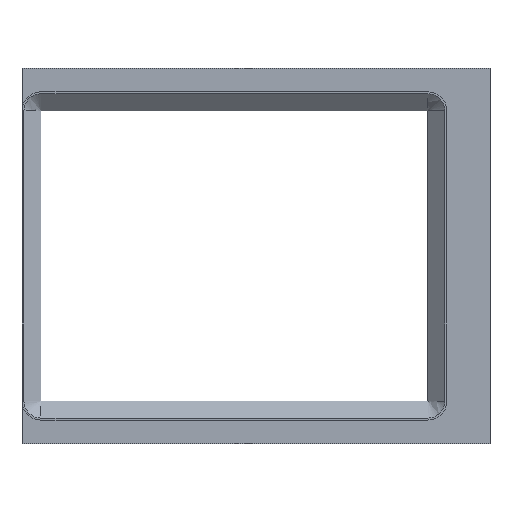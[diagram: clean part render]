
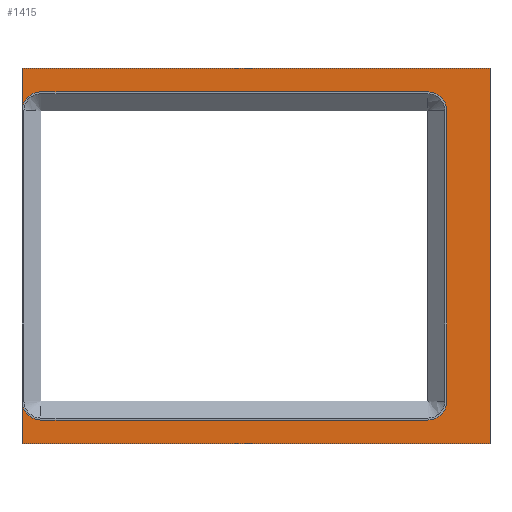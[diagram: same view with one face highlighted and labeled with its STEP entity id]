
A CAD part, top view. The second image highlights one B-rep face of the part: STEP entity #1415.
In plain terms, the highlighted planar face has unit normal (0, 0, 1).
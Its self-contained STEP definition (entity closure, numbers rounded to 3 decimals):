
#1389 = VERTEX_POINT('',#1390);
#1390 = CARTESIAN_POINT('',(26.95,19.8,1.));
#1398 = VERTEX_POINT('',#1399);
#1399 = CARTESIAN_POINT('',(-22.4,19.8,1.));
#1405 = EDGE_CURVE('',#1389,#1398,#1406,.T.);
#1406 = LINE('',#1407,#1408);
#1407 = CARTESIAN_POINT('',(26.95,19.8,1.));
#1408 = VECTOR('',#1409,1.);
#1409 = DIRECTION('',(-1.,0.,0.));
#1415 = ADVANCED_FACE('',(#1416),#1509,.T.);
#1416 = FACE_BOUND('',#1417,.T.);
#1417 = EDGE_LOOP('',(#1418,#1426,#1427,#1435,#1444,#1452,#1461,#1469,
    #1478,#1486,#1495,#1503));
#1418 = ORIENTED_EDGE('',*,*,#1419,.F.);
#1419 = EDGE_CURVE('',#1389,#1420,#1422,.T.);
#1420 = VERTEX_POINT('',#1421);
#1421 = CARTESIAN_POINT('',(26.95,-19.8,1.));
#1422 = LINE('',#1423,#1424);
#1423 = CARTESIAN_POINT('',(26.95,19.8,1.));
#1424 = VECTOR('',#1425,1.);
#1425 = DIRECTION('',(0.,-1.,0.));
#1426 = ORIENTED_EDGE('',*,*,#1405,.T.);
#1427 = ORIENTED_EDGE('',*,*,#1428,.T.);
#1428 = EDGE_CURVE('',#1398,#1429,#1431,.T.);
#1429 = VERTEX_POINT('',#1430);
#1430 = CARTESIAN_POINT('',(-22.4,15.3,1.));
#1431 = LINE('',#1432,#1433);
#1432 = CARTESIAN_POINT('',(-22.4,19.8,1.));
#1433 = VECTOR('',#1434,1.);
#1434 = DIRECTION('',(0.,-1.,0.));
#1435 = ORIENTED_EDGE('',*,*,#1436,.T.);
#1436 = EDGE_CURVE('',#1429,#1437,#1439,.T.);
#1437 = VERTEX_POINT('',#1438);
#1438 = CARTESIAN_POINT('',(-20.4,17.3,1.));
#1439 = CIRCLE('',#1440,2.);
#1440 = AXIS2_PLACEMENT_3D('',#1441,#1442,#1443);
#1441 = CARTESIAN_POINT('',(-20.4,15.3,1.));
#1442 = DIRECTION('',(0.,0.,-1.));
#1443 = DIRECTION('',(1.,0.,0.));
#1444 = ORIENTED_EDGE('',*,*,#1445,.T.);
#1445 = EDGE_CURVE('',#1437,#1446,#1448,.T.);
#1446 = VERTEX_POINT('',#1447);
#1447 = CARTESIAN_POINT('',(20.4,17.3,1.));
#1448 = LINE('',#1449,#1450);
#1449 = CARTESIAN_POINT('',(-9.588,17.3,1.));
#1450 = VECTOR('',#1451,1.);
#1451 = DIRECTION('',(1.,0.,0.));
#1452 = ORIENTED_EDGE('',*,*,#1453,.T.);
#1453 = EDGE_CURVE('',#1446,#1454,#1456,.T.);
#1454 = VERTEX_POINT('',#1455);
#1455 = CARTESIAN_POINT('',(22.4,15.3,1.));
#1456 = CIRCLE('',#1457,2.);
#1457 = AXIS2_PLACEMENT_3D('',#1458,#1459,#1460);
#1458 = CARTESIAN_POINT('',(20.4,15.3,1.));
#1459 = DIRECTION('',(0.,0.,-1.));
#1460 = DIRECTION('',(1.,0.,0.));
#1461 = ORIENTED_EDGE('',*,*,#1462,.T.);
#1462 = EDGE_CURVE('',#1454,#1463,#1465,.T.);
#1463 = VERTEX_POINT('',#1464);
#1464 = CARTESIAN_POINT('',(22.4,-15.3,1.));
#1465 = LINE('',#1466,#1467);
#1466 = CARTESIAN_POINT('',(22.4,7.65,1.));
#1467 = VECTOR('',#1468,1.);
#1468 = DIRECTION('',(0.,-1.,0.));
#1469 = ORIENTED_EDGE('',*,*,#1470,.T.);
#1470 = EDGE_CURVE('',#1463,#1471,#1473,.T.);
#1471 = VERTEX_POINT('',#1472);
#1472 = CARTESIAN_POINT('',(20.4,-17.3,1.));
#1473 = CIRCLE('',#1474,2.);
#1474 = AXIS2_PLACEMENT_3D('',#1475,#1476,#1477);
#1475 = CARTESIAN_POINT('',(20.4,-15.3,1.));
#1476 = DIRECTION('',(0.,0.,-1.));
#1477 = DIRECTION('',(1.,0.,0.));
#1478 = ORIENTED_EDGE('',*,*,#1479,.T.);
#1479 = EDGE_CURVE('',#1471,#1480,#1482,.T.);
#1480 = VERTEX_POINT('',#1481);
#1481 = CARTESIAN_POINT('',(-20.4,-17.3,1.));
#1482 = LINE('',#1483,#1484);
#1483 = CARTESIAN_POINT('',(10.812,-17.3,1.));
#1484 = VECTOR('',#1485,1.);
#1485 = DIRECTION('',(-1.,0.,0.));
#1486 = ORIENTED_EDGE('',*,*,#1487,.T.);
#1487 = EDGE_CURVE('',#1480,#1488,#1490,.T.);
#1488 = VERTEX_POINT('',#1489);
#1489 = CARTESIAN_POINT('',(-22.4,-15.3,1.));
#1490 = CIRCLE('',#1491,2.);
#1491 = AXIS2_PLACEMENT_3D('',#1492,#1493,#1494);
#1492 = CARTESIAN_POINT('',(-20.4,-15.3,1.));
#1493 = DIRECTION('',(0.,0.,-1.));
#1494 = DIRECTION('',(1.,0.,0.));
#1495 = ORIENTED_EDGE('',*,*,#1496,.T.);
#1496 = EDGE_CURVE('',#1488,#1497,#1499,.T.);
#1497 = VERTEX_POINT('',#1498);
#1498 = CARTESIAN_POINT('',(-22.4,-19.8,1.));
#1499 = LINE('',#1500,#1501);
#1500 = CARTESIAN_POINT('',(-22.4,19.8,1.));
#1501 = VECTOR('',#1502,1.);
#1502 = DIRECTION('',(0.,-1.,0.));
#1503 = ORIENTED_EDGE('',*,*,#1504,.F.);
#1504 = EDGE_CURVE('',#1420,#1497,#1505,.T.);
#1505 = LINE('',#1506,#1507);
#1506 = CARTESIAN_POINT('',(26.95,-19.8,1.));
#1507 = VECTOR('',#1508,1.);
#1508 = DIRECTION('',(-1.,0.,0.));
#1509 = PLANE('',#1510);
#1510 = AXIS2_PLACEMENT_3D('',#1511,#1512,#1513);
#1511 = CARTESIAN_POINT('',(1.224,0.,1.));
#1512 = DIRECTION('',(0.,0.,1.));
#1513 = DIRECTION('',(1.,0.,0.));
